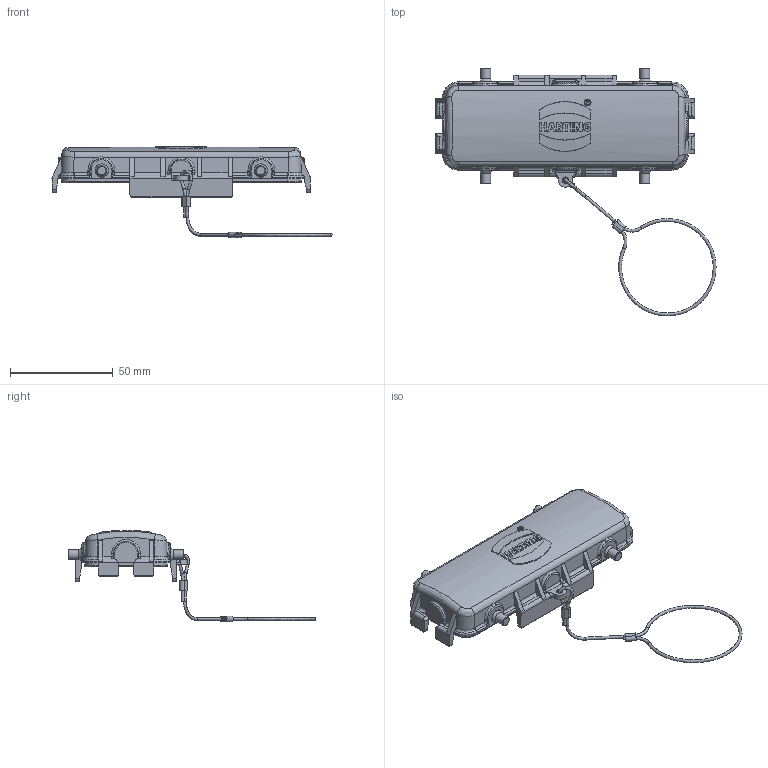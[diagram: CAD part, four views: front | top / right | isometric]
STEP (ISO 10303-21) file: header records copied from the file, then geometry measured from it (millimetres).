
FILE_DESCRIPTION(/* description */ (''),/* implementation_level */ '2;1');
FILE_NAME(/* name */ '100663395ugm000_b.stp',/* time_stamp */ '2017-10-31T13:40:53+01:00',/* author */ (''),/* organization */ (''),/* preprocessor_version */ 'ST-DEVELOPER v16',/* originating_system */ 'SIEMENS PLM Software NX 10.0',/* authorisation */ '');
FILE_SCHEMA (('AUTOMOTIVE_DESIGN { 1 0 10303 214 3 1 1 1 }'));
Length unit declared in the file: millimetre
Products named in the file (1): 100663395ugm000_b
Bounding box: 136.48 x 120.68 x 44.55 mm (x, y, z)
Volume: 26260.9 mm3; surface area: 24025.2 mm2
Topology: 2 solids, 2 shells, 600 faces, 2013 edges, 1950 vertices
Faces by surface type: plane 194, cylinder 192, bspline 160, torus 26, cone 18, extrusion 10
Full cylindrical faces by diameter (mm): 2 x4, 2.05 x4, 2.1 x1, 2.92 x4, 3.1 x4, 4.75 x4, 5 x4, 6.5 x4, 11 x4
Entity records: 29292 total; most frequent: CARTESIAN_POINT 12314, ORIENTED_EDGE 2812, DIRECTION 2514, EDGE_CURVE 1406, AXIS2_PLACEMENT_3D 932, VERTEX_POINT 912, B_SPLINE_CURVE_WITH_KNOTS 776, EDGE_LOOP 712
